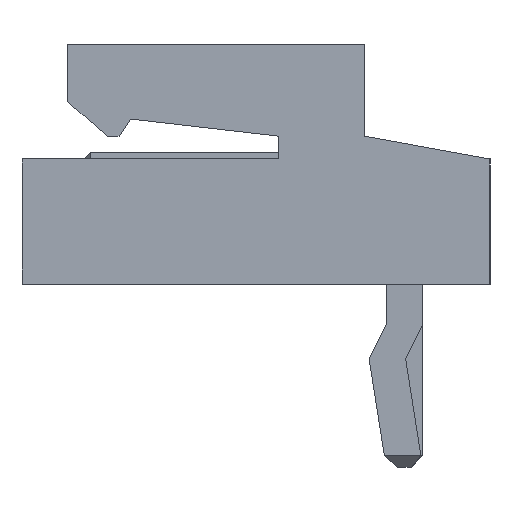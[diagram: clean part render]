
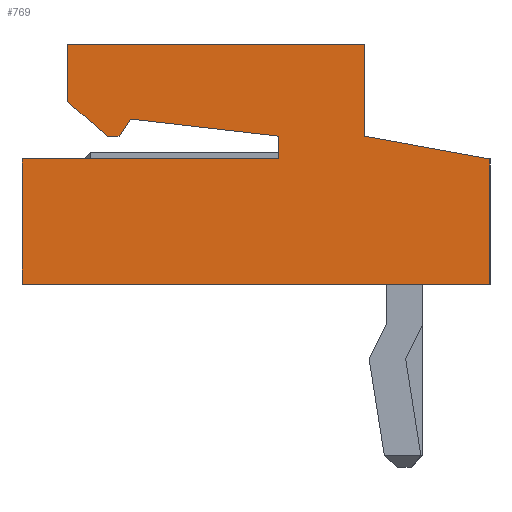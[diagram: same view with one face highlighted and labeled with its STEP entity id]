
A CAD part, left-side view. The second image highlights one B-rep face of the part: STEP entity #769.
In plain terms, the highlighted planar face has unit normal (-1, 0, 0).
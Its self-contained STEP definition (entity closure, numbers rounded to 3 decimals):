
#127 = VERTEX_POINT('',#128);
#128 = CARTESIAN_POINT('',(-2.5,2.2,2.6));
#134 = EDGE_CURVE('',#135,#127,#137,.T.);
#135 = VERTEX_POINT('',#136);
#136 = CARTESIAN_POINT('',(-2.5,2.2,2.2));
#137 = LINE('',#138,#139);
#138 = CARTESIAN_POINT('',(-2.5,2.2,2.2));
#139 = VECTOR('',#140,1.);
#140 = DIRECTION('',(0.,0.,1.));
#419 = VERTEX_POINT('',#420);
#420 = CARTESIAN_POINT('',(-2.5,6.7,2.2));
#511 = VERTEX_POINT('',#512);
#512 = CARTESIAN_POINT('',(-2.5,6.7,0.));
#518 = EDGE_CURVE('',#511,#519,#521,.T.);
#519 = VERTEX_POINT('',#520);
#520 = CARTESIAN_POINT('',(-2.5,6.7,0.4));
#521 = LINE('',#522,#523);
#522 = CARTESIAN_POINT('',(-2.5,6.7,0.));
#523 = VECTOR('',#524,1.);
#524 = DIRECTION('',(0.,0.,1.));
#526 = EDGE_CURVE('',#519,#419,#527,.T.);
#527 = LINE('',#528,#529);
#528 = CARTESIAN_POINT('',(-2.5,6.7,0.4));
#529 = VECTOR('',#530,1.);
#530 = DIRECTION('',(0.,0.,1.));
#749 = EDGE_CURVE('',#127,#750,#752,.T.);
#750 = VERTEX_POINT('',#751);
#751 = CARTESIAN_POINT('',(-2.5,4.8,2.9));
#752 = LINE('',#753,#754);
#753 = CARTESIAN_POINT('',(-2.5,2.2,2.6));
#754 = VECTOR('',#755,1.);
#755 = DIRECTION('',(0.,0.993,0.115));
#769 = ADVANCED_FACE('',(#770),#852,.F.);
#770 = FACE_BOUND('',#771,.T.);
#771 = EDGE_LOOP('',(#772,#782,#790,#798,#806,#814,#820,#821,#822,#828,
#829,#830,#838,#846));
#772 = ORIENTED_EDGE('',*,*,#773,.T.);
#773 = EDGE_CURVE('',#774,#776,#778,.T.);
#774 = VERTEX_POINT('',#775);
#775 = CARTESIAN_POINT('',(-2.5,0.7,2.6));
#776 = VERTEX_POINT('',#777);
#777 = CARTESIAN_POINT('',(-2.5,0.7,4.2));
#778 = LINE('',#779,#780);
#779 = CARTESIAN_POINT('',(-2.5,0.7,0.4));
#780 = VECTOR('',#781,1.);
#781 = DIRECTION('',(0.,0.,1.));
#782 = ORIENTED_EDGE('',*,*,#783,.T.);
#783 = EDGE_CURVE('',#776,#784,#786,.T.);
#784 = VERTEX_POINT('',#785);
#785 = CARTESIAN_POINT('',(-2.5,5.9,4.2));
#786 = LINE('',#787,#788);
#787 = CARTESIAN_POINT('',(-2.5,0.7,4.2));
#788 = VECTOR('',#789,1.);
#789 = DIRECTION('',(0.,1.,0.));
#790 = ORIENTED_EDGE('',*,*,#791,.F.);
#791 = EDGE_CURVE('',#792,#784,#794,.T.);
#792 = VERTEX_POINT('',#793);
#793 = CARTESIAN_POINT('',(-2.5,5.9,3.2));
#794 = LINE('',#795,#796);
#795 = CARTESIAN_POINT('',(-2.5,5.9,3.2));
#796 = VECTOR('',#797,1.);
#797 = DIRECTION('',(0.,0.,1.));
#798 = ORIENTED_EDGE('',*,*,#799,.F.);
#799 = EDGE_CURVE('',#800,#792,#802,.T.);
#800 = VERTEX_POINT('',#801);
#801 = CARTESIAN_POINT('',(-2.5,5.2,2.6));
#802 = LINE('',#803,#804);
#803 = CARTESIAN_POINT('',(-2.5,5.2,2.6));
#804 = VECTOR('',#805,1.);
#805 = DIRECTION('',(0.,0.759,0.651));
#806 = ORIENTED_EDGE('',*,*,#807,.F.);
#807 = EDGE_CURVE('',#808,#800,#810,.T.);
#808 = VERTEX_POINT('',#809);
#809 = CARTESIAN_POINT('',(-2.5,5.,2.6));
#810 = LINE('',#811,#812);
#811 = CARTESIAN_POINT('',(-2.5,5.,2.6));
#812 = VECTOR('',#813,1.);
#813 = DIRECTION('',(0.,1.,0.));
#814 = ORIENTED_EDGE('',*,*,#815,.F.);
#815 = EDGE_CURVE('',#750,#808,#816,.T.);
#816 = LINE('',#817,#818);
#817 = CARTESIAN_POINT('',(-2.5,4.8,2.9));
#818 = VECTOR('',#819,1.);
#819 = DIRECTION('',(0.,0.555,-0.832));
#820 = ORIENTED_EDGE('',*,*,#749,.F.);
#821 = ORIENTED_EDGE('',*,*,#134,.F.);
#822 = ORIENTED_EDGE('',*,*,#823,.F.);
#823 = EDGE_CURVE('',#419,#135,#824,.T.);
#824 = LINE('',#825,#826);
#825 = CARTESIAN_POINT('',(-2.5,6.7,2.2));
#826 = VECTOR('',#827,1.);
#827 = DIRECTION('',(0.,-1.,0.));
#828 = ORIENTED_EDGE('',*,*,#526,.F.);
#829 = ORIENTED_EDGE('',*,*,#518,.F.);
#830 = ORIENTED_EDGE('',*,*,#831,.F.);
#831 = EDGE_CURVE('',#832,#511,#834,.T.);
#832 = VERTEX_POINT('',#833);
#833 = CARTESIAN_POINT('',(-2.5,-1.5,0.));
#834 = LINE('',#835,#836);
#835 = CARTESIAN_POINT('',(-2.5,-1.5,0.));
#836 = VECTOR('',#837,1.);
#837 = DIRECTION('',(0.,1.,0.));
#838 = ORIENTED_EDGE('',*,*,#839,.F.);
#839 = EDGE_CURVE('',#840,#832,#842,.T.);
#840 = VERTEX_POINT('',#841);
#841 = CARTESIAN_POINT('',(-2.5,-1.5,2.2));
#842 = LINE('',#843,#844);
#843 = CARTESIAN_POINT('',(-2.5,-1.5,2.2));
#844 = VECTOR('',#845,1.);
#845 = DIRECTION('',(0.,0.,-1.));
#846 = ORIENTED_EDGE('',*,*,#847,.F.);
#847 = EDGE_CURVE('',#774,#840,#848,.T.);
#848 = LINE('',#849,#850);
#849 = CARTESIAN_POINT('',(-2.5,0.7,2.6));
#850 = VECTOR('',#851,1.);
#851 = DIRECTION('',(0.,-0.984,-0.179));
#852 = PLANE('',#853);
#853 = AXIS2_PLACEMENT_3D('',#854,#855,#856);
#854 = CARTESIAN_POINT('',(-2.5,0.7,2.6));
#855 = DIRECTION('',(1.,0.,0.));
#856 = DIRECTION('',(0.,0.,1.));
